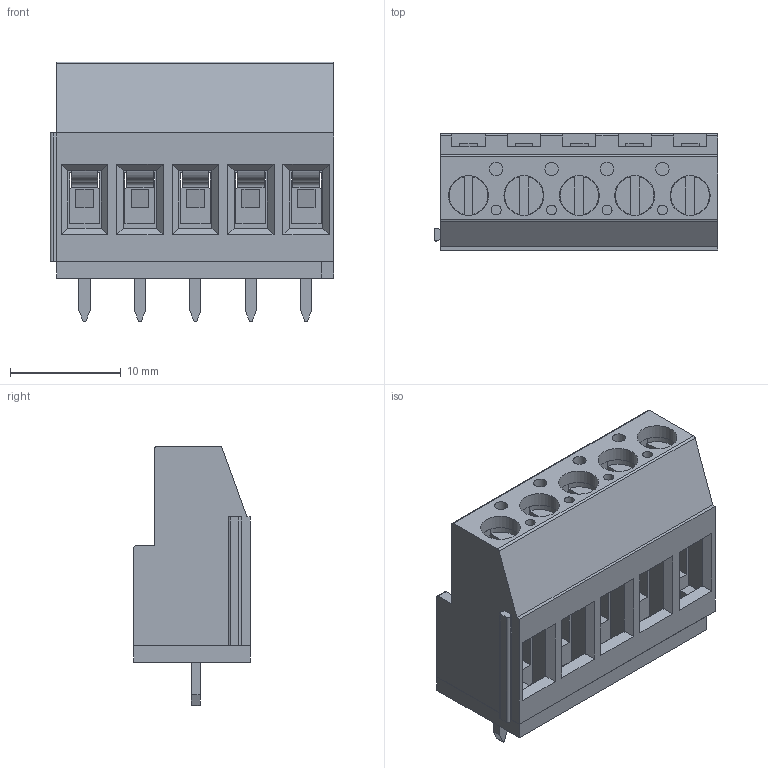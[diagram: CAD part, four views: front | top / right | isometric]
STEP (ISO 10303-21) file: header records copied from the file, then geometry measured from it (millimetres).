
FILE_DESCRIPTION(('STEP AP214'), '1');
FILE_NAME('DG129', '2019-12-15T01:19:25', ('AF'), (''), 'UNSPECIFIED', 'UNSPECIFIED', '');
FILE_SCHEMA(('AUTOMOTIVE_DESIGN { 1 0 10303 214 3 1 1}'));
Length unit declared in the file: millimetre
Assembly tree (15 placements, depth 2):
  (unnamed)
    (unnamed)  x5
    (unnamed)  x5
    (unnamed)  x5
Bounding box: 25.6 x 10.5 x 23.45 mm (x, y, z)
Volume: 2984 mm3; surface area: 7018.1 mm2
Topology: 17 solids, 17 shells, 746 faces, 1828 edges, 1147 vertices
Faces by surface type: plane 602, cylinder 129, cone 10, torus 5
Full cylindrical faces by diameter (mm): 0.8 x8, 0.9 x4, 1.2 x12, 2.2 x5, 2.5 x5, 3 x5, 3.6 x5
Entity records: 16365 total; most frequent: CARTESIAN_POINT 2205, ORIENTED_EDGE 2088, DIRECTION 2064, EDGE_CURVE 1044, LINE 894, VECTOR 894, VERTEX_POINT 694, AXIS2_PLACEMENT_3D 585
